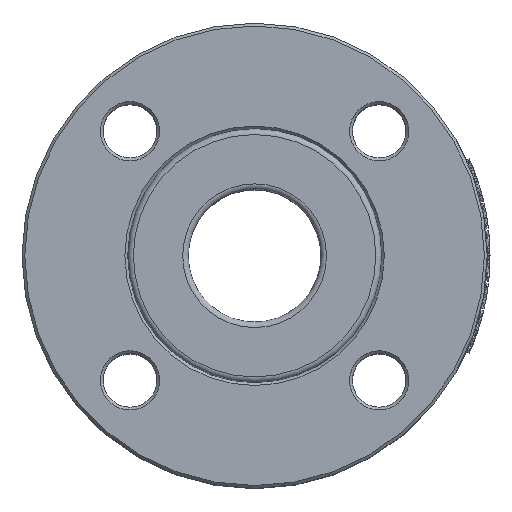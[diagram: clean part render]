
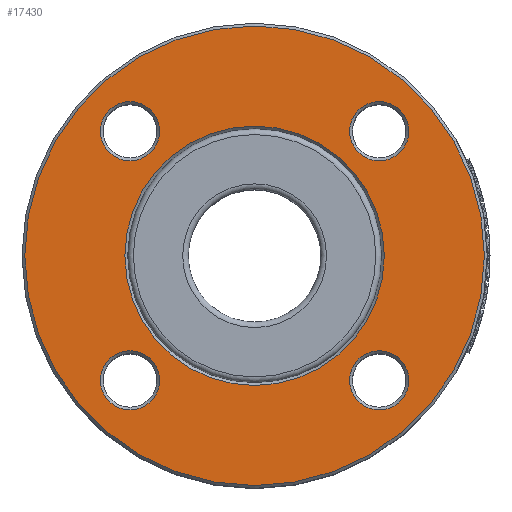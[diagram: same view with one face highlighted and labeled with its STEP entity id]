
A CAD part, top view. The second image highlights one B-rep face of the part: STEP entity #17430.
In plain terms, the highlighted planar face has unit normal (0, 0, 1).
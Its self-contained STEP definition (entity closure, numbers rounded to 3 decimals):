
#3687=PLANE('',#18455);
#4029=FACE_BOUND('',#5674,.T.);
#4030=FACE_BOUND('',#5675,.T.);
#4031=FACE_BOUND('',#5676,.T.);
#4032=FACE_BOUND('',#5677,.T.);
#4033=FACE_BOUND('',#5678,.T.);
#4621=FACE_OUTER_BOUND('',#5673,.T.);
#5673=EDGE_LOOP('',(#13490));
#5674=EDGE_LOOP('',(#13491));
#5675=EDGE_LOOP('',(#13492));
#5676=EDGE_LOOP('',(#13493));
#5677=EDGE_LOOP('',(#13494));
#5678=EDGE_LOOP('',(#13495));
#6527=CIRCLE('',#18454,46.);
#6528=CIRCLE('',#18456,81.5);
#6529=CIRCLE('',#18457,10.5);
#6530=CIRCLE('',#18458,10.5);
#6531=CIRCLE('',#18459,10.5);
#6532=CIRCLE('',#18460,10.5);
#7633=VERTEX_POINT('',#32293);
#7634=VERTEX_POINT('',#32296);
#7635=VERTEX_POINT('',#32298);
#7636=VERTEX_POINT('',#32300);
#7637=VERTEX_POINT('',#32302);
#7638=VERTEX_POINT('',#32304);
#9732=EDGE_CURVE('',#7633,#7633,#6527,.T.);
#9733=EDGE_CURVE('',#7634,#7634,#6528,.T.);
#9734=EDGE_CURVE('',#7635,#7635,#6529,.T.);
#9735=EDGE_CURVE('',#7636,#7636,#6530,.T.);
#9736=EDGE_CURVE('',#7637,#7637,#6531,.T.);
#9737=EDGE_CURVE('',#7638,#7638,#6532,.T.);
#13490=ORIENTED_EDGE('',*,*,#9733,.F.);
#13491=ORIENTED_EDGE('',*,*,#9734,.F.);
#13492=ORIENTED_EDGE('',*,*,#9735,.F.);
#13493=ORIENTED_EDGE('',*,*,#9736,.F.);
#13494=ORIENTED_EDGE('',*,*,#9737,.F.);
#13495=ORIENTED_EDGE('',*,*,#9732,.F.);
#17430=ADVANCED_FACE('',(#4621,#4029,#4030,#4031,#4032,#4033),#3687,.T.);
#18454=AXIS2_PLACEMENT_3D('',#32294,#20584,#20585);
#18455=AXIS2_PLACEMENT_3D('',#32295,#20586,#20587);
#18456=AXIS2_PLACEMENT_3D('',#32297,#20588,#20589);
#18457=AXIS2_PLACEMENT_3D('',#32299,#20590,#20591);
#18458=AXIS2_PLACEMENT_3D('',#32301,#20592,#20593);
#18459=AXIS2_PLACEMENT_3D('',#32303,#20594,#20595);
#18460=AXIS2_PLACEMENT_3D('',#32305,#20596,#20597);
#20584=DIRECTION('center_axis',(0.,0.,
1.));
#20585=DIRECTION('ref_axis',(-1.,0.,0.));
#20586=DIRECTION('center_axis',(0.,0.,
1.));
#20587=DIRECTION('ref_axis',(1.,0.,0.));
#20588=DIRECTION('center_axis',(0.,0.,
-1.));
#20589=DIRECTION('ref_axis',(-1.,0.,0.));
#20590=DIRECTION('center_axis',(0.,0.,
1.));
#20591=DIRECTION('ref_axis',(0.,1.,0.));
#20592=DIRECTION('center_axis',(0.,0.,
1.));
#20593=DIRECTION('ref_axis',(0.,-1.,0.));
#20594=DIRECTION('center_axis',(0.,0.,
1.));
#20595=DIRECTION('ref_axis',(-1.,0.,0.));
#20596=DIRECTION('center_axis',(0.,0.,
1.));
#20597=DIRECTION('ref_axis',(1.,0.,0.));
#32293=CARTESIAN_POINT('',(-175.028,-103.74,323.622));
#32294=CARTESIAN_POINT('Origin',(-221.028,-103.74,323.622));
#32295=CARTESIAN_POINT('Origin',(-221.028,-103.74,323.622));
#32296=CARTESIAN_POINT('',(-139.528,-103.74,323.622));
#32297=CARTESIAN_POINT('Origin',(-221.028,-103.74,323.622));
#32298=CARTESIAN_POINT('',(-176.833,-70.046,323.622));
#32299=CARTESIAN_POINT('Origin',(-176.833,-59.546,323.622));
#32300=CARTESIAN_POINT('',(-265.222,-137.434,323.622));
#32301=CARTESIAN_POINT('Origin',(-265.222,-147.934,323.622));
#32302=CARTESIAN_POINT('',(-254.722,-59.546,323.622));
#32303=CARTESIAN_POINT('Origin',(-265.222,-59.546,323.622));
#32304=CARTESIAN_POINT('',(-187.333,-147.934,323.622));
#32305=CARTESIAN_POINT('Origin',(-176.833,-147.934,323.622));
